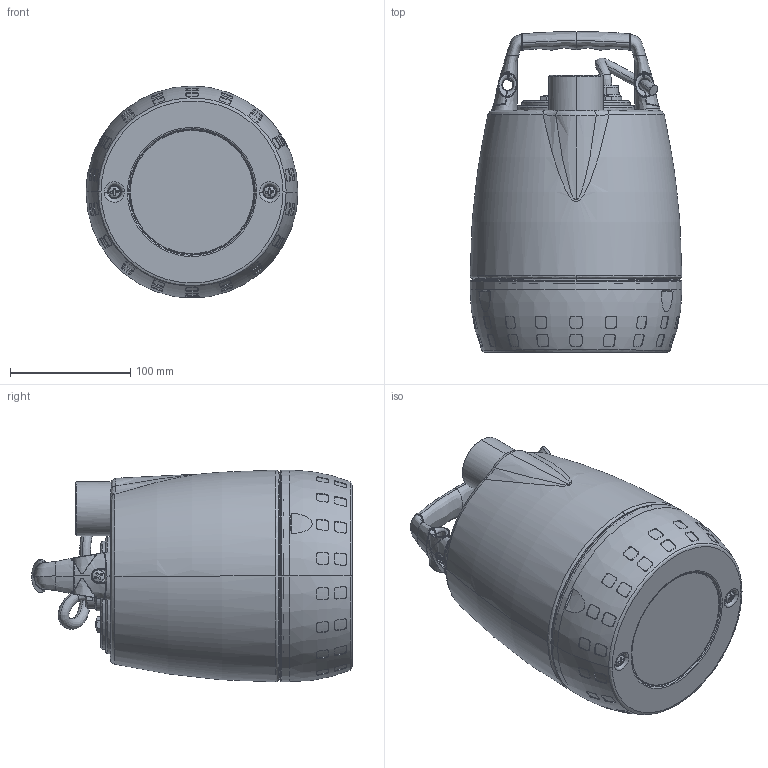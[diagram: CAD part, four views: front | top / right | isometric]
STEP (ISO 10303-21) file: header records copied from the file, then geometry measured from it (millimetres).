
FILE_DESCRIPTION (( 'STEP AP214' ), '1' );
FILE_NAME ('4_93_388_01_REV00.step', '2022-02-02T14:01:12', ( '' ), ( '' ), 'SwSTEP 2.0', 'SolidWorks 2020', '' );
FILE_SCHEMA (( 'AUTOMOTIVE_DESIGN' ));
Length unit declared in the file: millimetre
Products named in the file (3): Copia di Filtro^4_93_388_01_REV00; Copia di 174929^4_93_388_01_REV00; 4_93_388_01_REV00
Assembly tree (2 placements, depth 2):
  4_93_388_01_REV00
    Copia di 174929^4_93_388_01_REV00
    Copia di Filtro^4_93_388_01_REV00
Bounding box: 176 x 266.45 x 176 mm (x, y, z)
Volume: 4804506.1 mm3; surface area: 257937.4 mm2
Topology: 9 solids, 9 shells, 1434 faces, 3515 edges, 2151 vertices
Faces by surface type: bspline 489, plane 424, cylinder 392, torus 60, cone 53, sphere 16
Entity records: 168887 total; most frequent: CARTESIAN_POINT 140363, ORIENTED_EDGE 7010, DIRECTION 3851, EDGE_CURVE 3505, VERTEX_POINT 2151, B_SPLINE_CURVE_WITH_KNOTS 1970, EDGE_LOOP 1506, ADVANCED_FACE 1434
